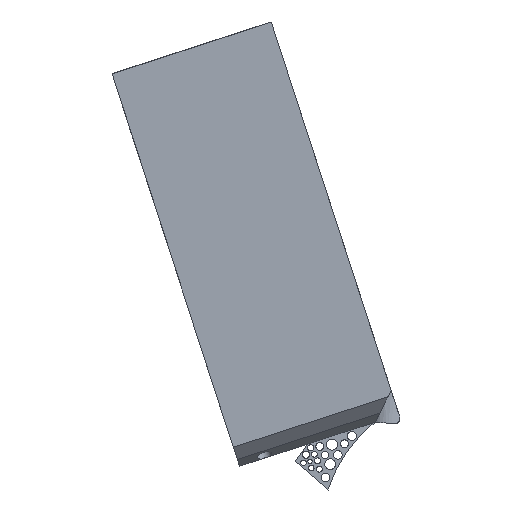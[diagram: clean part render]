
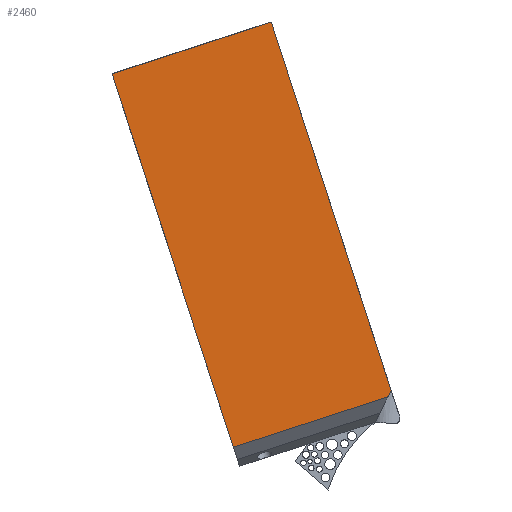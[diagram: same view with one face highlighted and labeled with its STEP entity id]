
A CAD part, left-side view. The second image highlights one B-rep face of the part: STEP entity #2460.
In plain terms, the highlighted planar face has unit normal (-1, 0, 0).
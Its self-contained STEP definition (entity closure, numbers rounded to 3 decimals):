
#309=FACE_OUTER_BOUND('',#478,.T.);
#478=EDGE_LOOP('',(#2141,#2142,#2143,#2144,#2145));
#725=LINE('',#4012,#978);
#727=LINE('',#4016,#980);
#729=LINE('',#4020,#982);
#730=LINE('',#4022,#983);
#731=LINE('',#4023,#984);
#978=VECTOR('',#3285,10.);
#980=VECTOR('',#3289,10.);
#982=VECTOR('',#3293,10.);
#983=VECTOR('',#3294,10.);
#984=VECTOR('',#3295,10.);
#1216=VERTEX_POINT('',#4009);
#1217=VERTEX_POINT('',#4011);
#1218=VERTEX_POINT('',#4015);
#1219=VERTEX_POINT('',#4019);
#1220=VERTEX_POINT('',#4021);
#1541=EDGE_CURVE('',#1216,#1217,#725,.T.);
#1543=EDGE_CURVE('',#1217,#1218,#727,.T.);
#1545=EDGE_CURVE('',#1216,#1219,#729,.T.);
#1546=EDGE_CURVE('',#1219,#1220,#730,.T.);
#1547=EDGE_CURVE('',#1220,#1218,#731,.T.);
#2141=ORIENTED_EDGE('',*,*,#1541,.F.);
#2142=ORIENTED_EDGE('',*,*,#1545,.T.);
#2143=ORIENTED_EDGE('',*,*,#1546,.T.);
#2144=ORIENTED_EDGE('',*,*,#1547,.T.);
#2145=ORIENTED_EDGE('',*,*,#1543,.F.);
#2337=PLANE('',#2669);
#2460=ADVANCED_FACE('',(#309),#2337,.T.);
#2669=AXIS2_PLACEMENT_3D('',#4018,#3291,#3292);
#3285=DIRECTION('',(0.,0.454,-0.891));
#3289=DIRECTION('',(0.,0.951,-0.309));
#3291=DIRECTION('center_axis',(-1.,0.,0.));
#3292=DIRECTION('ref_axis',(0.,0.,1.));
#3293=DIRECTION('',(0.,0.309,0.951));
#3294=DIRECTION('',(0.,0.951,-0.309));
#3295=DIRECTION('',(0.,-0.309,-0.951));
#4009=CARTESIAN_POINT('',(-28.5,-83.247,100.055));
#4011=CARTESIAN_POINT('',(-28.5,-81.963,97.535));
#4012=CARTESIAN_POINT('',(-28.5,-87.902,109.191));
#4015=CARTESIAN_POINT('',(-28.5,-20.145,77.449));
#4016=CARTESIAN_POINT('',(-28.5,-67.935,92.977));
#4018=CARTESIAN_POINT('Origin',(-28.5,-28.983,158.655));
#4019=CARTESIAN_POINT('',(-28.5,-35.35,247.469));
#4020=CARTESIAN_POINT('',(-28.5,-86.338,90.545));
#4021=CARTESIAN_POINT('',(-28.5,28.371,226.765));
#4022=CARTESIAN_POINT('',(-28.5,-35.35,247.469));
#4023=CARTESIAN_POINT('',(-28.5,28.371,226.765));
